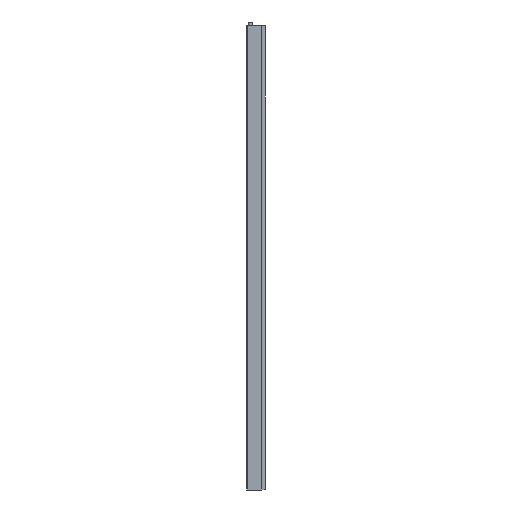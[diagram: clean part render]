
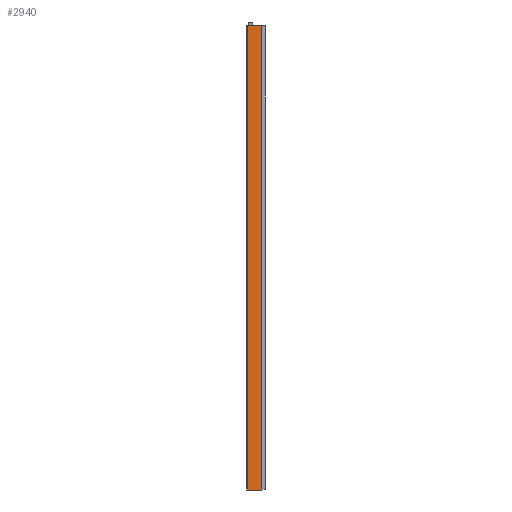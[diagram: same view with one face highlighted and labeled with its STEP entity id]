
A CAD part, left-side view. The second image highlights one B-rep face of the part: STEP entity #2940.
In plain terms, the highlighted planar face has unit normal (-1, 0.003, 0).
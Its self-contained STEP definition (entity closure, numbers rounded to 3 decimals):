
#1852 = ORIENTED_EDGE ( 'NONE', *, *, #24280, .T. ) ;
#2871 = VERTEX_POINT ( 'NONE', #22428 ) ;
#2940 = ADVANCED_FACE ( 'NONE', ( #8343 ), #8704, .F. ) ;
#5661 = DIRECTION ( 'NONE',  ( 0., 0., -1. ) ) ;
#5751 = DIRECTION ( 'NONE',  ( 0., 0., 1. ) ) ;
#5844 = LINE ( 'NONE', #16938, #27748 ) ;
#7606 = VECTOR ( 'NONE', #5751, 1000. ) ;
#8084 = VECTOR ( 'NONE', #14156, 1000. ) ;
#8343 = FACE_OUTER_BOUND ( 'NONE', #24040, .T. ) ;
#8704 = PLANE ( 'NONE',  #32759 ) ;
#9921 = EDGE_CURVE ( 'NONE', #26972, #15640, #18724, .T. ) ;
#12252 = ORIENTED_EDGE ( 'NONE', *, *, #23812, .T. ) ;
#12314 = CARTESIAN_POINT ( 'NONE',  ( -6.498, -29.5, 0. ) ) ;
#12402 = ORIENTED_EDGE ( 'NONE', *, *, #18426, .T. ) ;
#13660 = CARTESIAN_POINT ( 'NONE',  ( -6.4, 0.002, -950. ) ) ;
#14156 = DIRECTION ( 'NONE',  ( 0.003, 1., 0. ) ) ;
#15640 = VERTEX_POINT ( 'NONE', #17479 ) ;
#16376 = VECTOR ( 'NONE', #24539, 1000. ) ;
#16634 = DIRECTION ( 'NONE',  ( 1., -0.003, 0. ) ) ;
#16938 = CARTESIAN_POINT ( 'NONE',  ( -6.401, -0.198, -950. ) ) ;
#17479 = CARTESIAN_POINT ( 'NONE',  ( -6.401, -0.198, -950. ) ) ;
#18426 = EDGE_CURVE ( 'NONE', #30041, #2871, #21506, .T. ) ;
#18724 = LINE ( 'NONE', #13660, #16376 ) ;
#19979 = DIRECTION ( 'NONE',  ( 0.003, 1., 0. ) ) ;
#20163 = CARTESIAN_POINT ( 'NONE',  ( -6.4, 0.002, -950. ) ) ;
#21506 = LINE ( 'NONE', #31247, #8084 ) ;
#22428 = CARTESIAN_POINT ( 'NONE',  ( -6.401, -0.198, 0. ) ) ;
#23015 = LINE ( 'NONE', #25480, #7606 ) ;
#23812 = EDGE_CURVE ( 'NONE', #26972, #30041, #23015, .T. ) ;
#24040 = EDGE_LOOP ( 'NONE', ( #12402, #1852, #36642, #12252 ) ) ;
#24280 = EDGE_CURVE ( 'NONE', #2871, #15640, #5844, .T. ) ;
#24539 = DIRECTION ( 'NONE',  ( 0.003, 1., 0. ) ) ;
#25480 = CARTESIAN_POINT ( 'NONE',  ( -6.498, -29.5, -950. ) ) ;
#26972 = VERTEX_POINT ( 'NONE', #36574 ) ;
#27748 = VECTOR ( 'NONE', #5661, 1000. ) ;
#30041 = VERTEX_POINT ( 'NONE', #12314 ) ;
#31247 = CARTESIAN_POINT ( 'NONE',  ( -6.4, 0.002, 0. ) ) ;
#32759 = AXIS2_PLACEMENT_3D ( 'NONE', #20163, #16634, #19979 ) ;
#36574 = CARTESIAN_POINT ( 'NONE',  ( -6.498, -29.5, -950. ) ) ;
#36642 = ORIENTED_EDGE ( 'NONE', *, *, #9921, .F. ) ;
